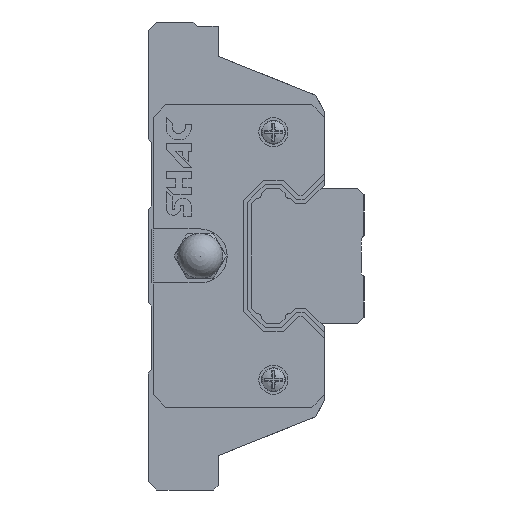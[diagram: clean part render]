
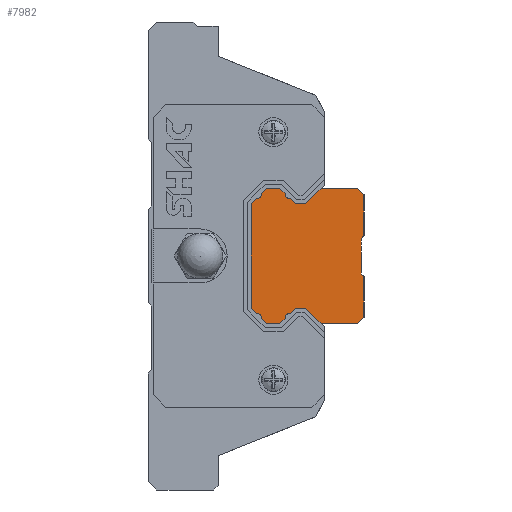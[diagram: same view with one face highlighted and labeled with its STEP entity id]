
A CAD part, left-side view. The second image highlights one B-rep face of the part: STEP entity #7982.
In plain terms, the highlighted planar face has unit normal (-1, 0, 0).
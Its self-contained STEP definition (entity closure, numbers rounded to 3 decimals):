
#193=LINE('',#11340,#1170);
#195=LINE('',#11344,#1172);
#199=LINE('',#11353,#1176);
#202=LINE('',#11359,#1179);
#206=LINE('',#11371,#1183);
#209=LINE('',#11377,#1186);
#212=LINE('',#11383,#1189);
#215=LINE('',#11389,#1192);
#218=LINE('',#11395,#1195);
#221=LINE('',#11401,#1198);
#226=LINE('',#11412,#1203);
#229=LINE('',#11423,#1206);
#232=LINE('',#11429,#1209);
#235=LINE('',#11435,#1212);
#238=LINE('',#11441,#1215);
#241=LINE('',#11447,#1218);
#244=LINE('',#11453,#1221);
#247=LINE('',#11459,#1224);
#251=LINE('',#11471,#1228);
#254=LINE('',#11477,#1231);
#257=LINE('',#11483,#1234);
#261=LINE('',#11495,#1238);
#264=LINE('',#11505,#1241);
#304=LINE('',#11597,#1281);
#1170=VECTOR('',#9112,1000.);
#1172=VECTOR('',#9116,1000.);
#1176=VECTOR('',#9122,1000.);
#1179=VECTOR('',#9127,1000.);
#1183=VECTOR('',#9139,1000.);
#1186=VECTOR('',#9144,1000.);
#1189=VECTOR('',#9149,1000.);
#1192=VECTOR('',#9154,1000.);
#1195=VECTOR('',#9159,1000.);
#1198=VECTOR('',#9164,1000.);
#1203=VECTOR('',#9173,1000.);
#1206=VECTOR('',#9188,1000.);
#1209=VECTOR('',#9193,1000.);
#1212=VECTOR('',#9198,1000.);
#1215=VECTOR('',#9203,1000.);
#1218=VECTOR('',#9208,1000.);
#1221=VECTOR('',#9213,1000.);
#1224=VECTOR('',#9218,1000.);
#1228=VECTOR('',#9230,1000.);
#1231=VECTOR('',#9235,1000.);
#1234=VECTOR('',#9240,1000.);
#1238=VECTOR('',#9252,1000.);
#1241=VECTOR('',#9261,1000.);
#1281=VECTOR('',#9315,1000.);
#2345=ORIENTED_EDGE('',*,*,#4472,.F.);
#2346=ORIENTED_EDGE('',*,*,#4603,.T.);
#2347=ORIENTED_EDGE('',*,*,#4600,.F.);
#2348=ORIENTED_EDGE('',*,*,#4554,.F.);
#2349=ORIENTED_EDGE('',*,*,#4549,.F.);
#2350=ORIENTED_EDGE('',*,*,#4546,.T.);
#2351=ORIENTED_EDGE('',*,*,#4543,.F.);
#2352=ORIENTED_EDGE('',*,*,#4540,.F.);
#2353=ORIENTED_EDGE('',*,*,#4537,.F.);
#2354=ORIENTED_EDGE('',*,*,#4534,.T.);
#2355=ORIENTED_EDGE('',*,*,#4531,.F.);
#2356=ORIENTED_EDGE('',*,*,#4528,.F.);
#2357=ORIENTED_EDGE('',*,*,#4525,.F.);
#2358=ORIENTED_EDGE('',*,*,#4522,.F.);
#2359=ORIENTED_EDGE('',*,*,#4519,.F.);
#2360=ORIENTED_EDGE('',*,*,#4516,.F.);
#2361=ORIENTED_EDGE('',*,*,#4513,.F.);
#2362=ORIENTED_EDGE('',*,*,#4470,.F.);
#2363=ORIENTED_EDGE('',*,*,#4506,.F.);
#2364=ORIENTED_EDGE('',*,*,#4500,.F.);
#2365=ORIENTED_EDGE('',*,*,#4497,.F.);
#2366=ORIENTED_EDGE('',*,*,#4494,.F.);
#2367=ORIENTED_EDGE('',*,*,#4491,.F.);
#2368=ORIENTED_EDGE('',*,*,#4488,.F.);
#2369=ORIENTED_EDGE('',*,*,#4485,.F.);
#2370=ORIENTED_EDGE('',*,*,#4482,.T.);
#2371=ORIENTED_EDGE('',*,*,#4479,.F.);
#2372=ORIENTED_EDGE('',*,*,#4476,.F.);
#4470=EDGE_CURVE('',#5630,#5631,#193,.T.);
#4472=EDGE_CURVE('',#5632,#5633,#195,.T.);
#4476=EDGE_CURVE('',#5633,#5636,#199,.T.);
#4479=EDGE_CURVE('',#5636,#5638,#202,.T.);
#4482=EDGE_CURVE('',#5640,#5638,#6414,.T.);
#4485=EDGE_CURVE('',#5640,#5642,#206,.T.);
#4488=EDGE_CURVE('',#5642,#5644,#209,.T.);
#4491=EDGE_CURVE('',#5644,#5646,#212,.T.);
#4494=EDGE_CURVE('',#5646,#5648,#215,.T.);
#4497=EDGE_CURVE('',#5648,#5650,#218,.T.);
#4500=EDGE_CURVE('',#5650,#5652,#221,.T.);
#4506=EDGE_CURVE('',#5652,#5630,#226,.T.);
#4513=EDGE_CURVE('',#5631,#5658,#229,.T.);
#4516=EDGE_CURVE('',#5658,#5660,#232,.T.);
#4519=EDGE_CURVE('',#5660,#5662,#235,.T.);
#4522=EDGE_CURVE('',#5662,#5664,#238,.T.);
#4525=EDGE_CURVE('',#5664,#5666,#241,.T.);
#4528=EDGE_CURVE('',#5666,#5668,#244,.T.);
#4531=EDGE_CURVE('',#5668,#5670,#247,.T.);
#4534=EDGE_CURVE('',#5672,#5670,#6417,.T.);
#4537=EDGE_CURVE('',#5672,#5674,#251,.T.);
#4540=EDGE_CURVE('',#5674,#5676,#254,.T.);
#4543=EDGE_CURVE('',#5676,#5678,#257,.T.);
#4546=EDGE_CURVE('',#5680,#5678,#6419,.T.);
#4549=EDGE_CURVE('',#5680,#5682,#261,.T.);
#4554=EDGE_CURVE('',#5682,#5686,#264,.T.);
#4600=EDGE_CURVE('',#5686,#5731,#304,.T.);
#4603=EDGE_CURVE('',#5632,#5731,#6429,.T.);
#5630=VERTEX_POINT('',#11339);
#5631=VERTEX_POINT('',#11341);
#5632=VERTEX_POINT('',#11345);
#5633=VERTEX_POINT('',#11346);
#5636=VERTEX_POINT('',#11354);
#5638=VERTEX_POINT('',#11360);
#5640=VERTEX_POINT('',#11366);
#5642=VERTEX_POINT('',#11372);
#5644=VERTEX_POINT('',#11378);
#5646=VERTEX_POINT('',#11384);
#5648=VERTEX_POINT('',#11390);
#5650=VERTEX_POINT('',#11396);
#5652=VERTEX_POINT('',#11402);
#5658=VERTEX_POINT('',#11424);
#5660=VERTEX_POINT('',#11430);
#5662=VERTEX_POINT('',#11436);
#5664=VERTEX_POINT('',#11442);
#5666=VERTEX_POINT('',#11448);
#5668=VERTEX_POINT('',#11454);
#5670=VERTEX_POINT('',#11460);
#5672=VERTEX_POINT('',#11466);
#5674=VERTEX_POINT('',#11472);
#5676=VERTEX_POINT('',#11478);
#5678=VERTEX_POINT('',#11484);
#5680=VERTEX_POINT('',#11490);
#5682=VERTEX_POINT('',#11496);
#5686=VERTEX_POINT('',#11506);
#5731=VERTEX_POINT('',#11598);
#6414=CIRCLE('',#8482,0.558);
#6417=CIRCLE('',#8505,0.558);
#6419=CIRCLE('',#8511,0.558);
#6429=CIRCLE('',#8525,0.558);
#6603=EDGE_LOOP('',(#2345,#2346,#2347,#2348,#2349,#2350,#2351,#2352,#2353,
#2354,#2355,#2356,#2357,#2358,#2359,#2360,#2361,#2362,#2363,#2364,#2365,
#2366,#2367,#2368,#2369,#2370,#2371,#2372));
#7116=FACE_BOUND('',#6603,.T.);
#7619=PLANE('',#8528);
#7982=ADVANCED_FACE('',(#7116),#7619,.F.);
#8482=AXIS2_PLACEMENT_3D('',#11365,#9132,#9133);
#8505=AXIS2_PLACEMENT_3D('',#11465,#9223,#9224);
#8511=AXIS2_PLACEMENT_3D('',#11489,#9245,#9246);
#8525=AXIS2_PLACEMENT_3D('',#11603,#9320,#9321);
#8528=AXIS2_PLACEMENT_3D('',#11606,#9326,#9327);
#9112=DIRECTION('',(0.,0.,-1.));
#9116=DIRECTION('',(0.,-0.707,0.707));
#9122=DIRECTION('',(0.,-1.,0.));
#9127=DIRECTION('',(0.,-0.707,-0.707));
#9132=DIRECTION('',(1.,0.,0.));
#9133=DIRECTION('',(0.,0.,-1.));
#9139=DIRECTION('',(0.,-0.707,-0.707));
#9144=DIRECTION('',(0.,-1.,0.));
#9149=DIRECTION('',(0.,-0.707,0.707));
#9154=DIRECTION('',(0.,-1.,0.));
#9159=DIRECTION('',(0.,-0.707,-0.707));
#9164=DIRECTION('',(0.,0.,-1.));
#9173=DIRECTION('',(0.,0.707,-0.707));
#9188=DIRECTION('',(0.,-0.707,-0.707));
#9193=DIRECTION('',(0.,0.,-1.));
#9198=DIRECTION('',(0.,0.707,-0.707));
#9203=DIRECTION('',(0.,1.,0.));
#9208=DIRECTION('',(0.,0.707,0.707));
#9213=DIRECTION('',(0.,1.,0.));
#9218=DIRECTION('',(0.,0.707,-0.707));
#9223=DIRECTION('',(1.,0.,0.));
#9224=DIRECTION('',(0.,0.,-1.));
#9230=DIRECTION('',(0.,0.707,-0.707));
#9235=DIRECTION('',(0.,1.,0.));
#9240=DIRECTION('',(0.,0.707,0.707));
#9245=DIRECTION('',(1.,0.,0.));
#9246=DIRECTION('',(0.,0.,-1.));
#9252=DIRECTION('',(0.,0.707,0.707));
#9261=DIRECTION('',(0.,0.,1.));
#9315=DIRECTION('',(0.,-0.707,0.707));
#9320=DIRECTION('',(1.,0.,0.));
#9321=DIRECTION('',(0.,0.,-1.));
#9326=DIRECTION('',(1.,0.,0.));
#9327=DIRECTION('',(0.,0.,-1.));
#11339=CARTESIAN_POINT('',(-50.,0.3,2.));
#11340=CARTESIAN_POINT('',(-50.,0.3,2.));
#11341=CARTESIAN_POINT('',(-50.,0.3,-2.));
#11344=CARTESIAN_POINT('',(-50.,11.366,6.933));
#11345=CARTESIAN_POINT('',(-50.,11.366,6.933));
#11346=CARTESIAN_POINT('',(-50.,10.799,7.5));
#11353=CARTESIAN_POINT('',(-50.,10.799,7.5));
#11354=CARTESIAN_POINT('',(-50.,9.341,7.5));
#11359=CARTESIAN_POINT('',(-50.,9.341,7.5));
#11360=CARTESIAN_POINT('',(-50.,8.774,6.933));
#11365=CARTESIAN_POINT('',(-50.,8.216,6.924));
#11366=CARTESIAN_POINT('',(-50.,8.207,6.366));
#11371=CARTESIAN_POINT('',(-50.,8.207,6.366));
#11372=CARTESIAN_POINT('',(-50.,7.64,5.799));
#11377=CARTESIAN_POINT('',(-50.,7.64,5.799));
#11378=CARTESIAN_POINT('',(-50.,6.476,5.799));
#11383=CARTESIAN_POINT('',(-50.,6.476,5.799));
#11384=CARTESIAN_POINT('',(-50.,4.775,7.5));
#11389=CARTESIAN_POINT('',(-50.,4.775,7.5));
#11390=CARTESIAN_POINT('',(-50.,0.7,7.5));
#11395=CARTESIAN_POINT('',(-50.,0.7,7.5));
#11396=CARTESIAN_POINT('',(-50.,0.,6.8));
#11401=CARTESIAN_POINT('',(-50.,0.,6.8));
#11402=CARTESIAN_POINT('',(-50.,0.,2.3));
#11412=CARTESIAN_POINT('',(-50.,0.,2.3));
#11423=CARTESIAN_POINT('',(-50.,0.3,-2.));
#11424=CARTESIAN_POINT('',(-50.,0.,-2.3));
#11429=CARTESIAN_POINT('',(-50.,0.,-2.3));
#11430=CARTESIAN_POINT('',(-50.,0.,-6.8));
#11435=CARTESIAN_POINT('',(-50.,0.,-6.8));
#11436=CARTESIAN_POINT('',(-50.,0.7,-7.5));
#11441=CARTESIAN_POINT('',(-50.,0.7,-7.5));
#11442=CARTESIAN_POINT('',(-50.,4.775,-7.5));
#11447=CARTESIAN_POINT('',(-50.,4.775,-7.5));
#11448=CARTESIAN_POINT('',(-50.,6.476,-5.799));
#11453=CARTESIAN_POINT('',(-50.,6.476,-5.799));
#11454=CARTESIAN_POINT('',(-50.,7.64,-5.799));
#11459=CARTESIAN_POINT('',(-50.,7.64,-5.799));
#11460=CARTESIAN_POINT('',(-50.,8.207,-6.366));
#11465=CARTESIAN_POINT('',(-50.,8.216,-6.924));
#11466=CARTESIAN_POINT('',(-50.,8.774,-6.933));
#11471=CARTESIAN_POINT('',(-50.,8.774,-6.933));
#11472=CARTESIAN_POINT('',(-50.,9.341,-7.5));
#11477=CARTESIAN_POINT('',(-50.,9.341,-7.5));
#11478=CARTESIAN_POINT('',(-50.,10.799,-7.5));
#11483=CARTESIAN_POINT('',(-50.,10.799,-7.5));
#11484=CARTESIAN_POINT('',(-50.,11.366,-6.933));
#11489=CARTESIAN_POINT('',(-50.,11.924,-6.924));
#11490=CARTESIAN_POINT('',(-50.,11.933,-6.366));
#11495=CARTESIAN_POINT('',(-50.,11.933,-6.366));
#11496=CARTESIAN_POINT('',(-50.,12.5,-5.799));
#11505=CARTESIAN_POINT('',(-50.,12.5,-5.799));
#11506=CARTESIAN_POINT('',(-50.,12.5,5.799));
#11597=CARTESIAN_POINT('',(-50.,12.5,5.799));
#11598=CARTESIAN_POINT('',(-50.,11.933,6.366));
#11603=CARTESIAN_POINT('',(-50.,11.924,6.924));
#11606=CARTESIAN_POINT('',(-50.,8.216,6.924));
